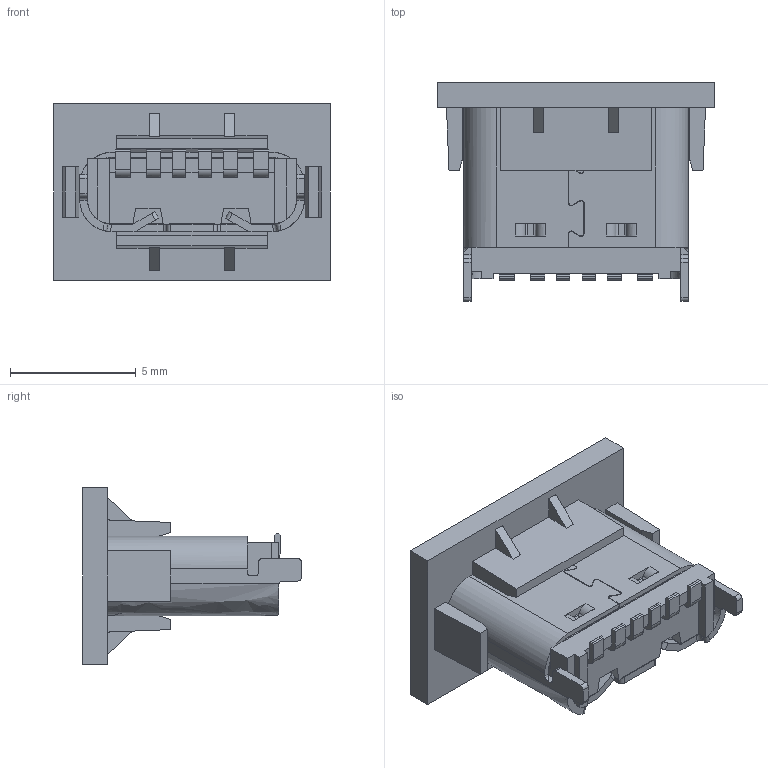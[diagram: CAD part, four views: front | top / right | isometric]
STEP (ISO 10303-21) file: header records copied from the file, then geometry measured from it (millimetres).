
FILE_DESCRIPTION (( 'STEP AP203' ), '1' );
FILE_NAME ('6PIN立贴H6.8（公规）.STEP', '2024-11-19T09:06:47', ( 'admin' ), ( '' ), 'SwSTEP 2.0', 'SolidWorks 2022', '' );
FILE_SCHEMA (( 'CONFIG_CONTROL_DESIGN' ));
Length unit declared in the file: millimetre
Products named in the file (4): 6PIN立贴H6.8（公规）.IGS; cap.IGS; 6PIN立贴H6.8（公规）; 6pin-6.80--立贴（MP）一体式.IGS
Assembly tree (3 placements, depth 3):
  6PIN立贴H6.8（公规）
    6PIN立贴H6.8（公规）.IGS
      6pin-6.80--立贴（MP）一体式.IGS
      cap.IGS
Bounding box: 11 x 8.7 x 7 mm (x, y, z)
Volume: 193.4 mm3; surface area: 724.2 mm2
Topology: 2 solids, 2 shells, 654 faces, 1905 edges, 1250 vertices
Faces by surface type: bspline 654
Entity records: 21154 total; most frequent: CARTESIAN_POINT 9501, ORIENTED_EDGE 3810, EDGE_CURVE 1905, B_SPLINE_CURVE_WITH_KNOTS 1721, VERTEX_POINT 1250, EDGE_LOOP 695, FACE_OUTER_BOUND 654, ADVANCED_FACE 654
